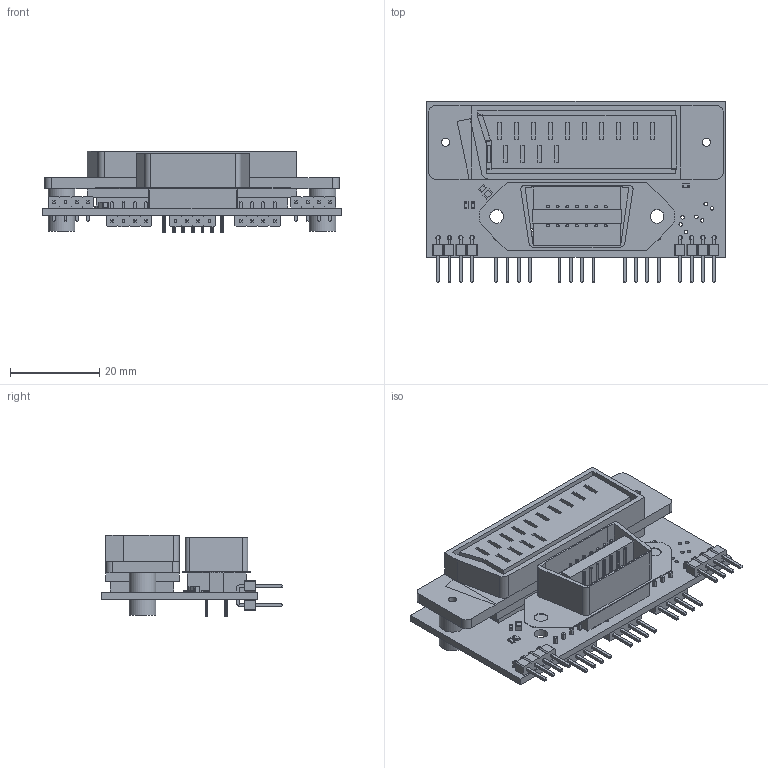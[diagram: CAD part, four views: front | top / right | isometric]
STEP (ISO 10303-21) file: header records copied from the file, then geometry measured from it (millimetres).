
FILE_DESCRIPTION(('FreeCAD Model'),'2;1');
FILE_NAME('Open CASCADE Shape Model','2022-03-19T13:42:04',('Doomn00b'), (''),'Open CASCADE STEP processor 7.5','FreeCAD','Unknown');
FILE_SCHEMA(('AUTOMOTIVE_DESIGN { 1 0 10303 214 1 1 1 1 }'));
Length unit declared in the file: millimetre
Products named in the file (43): ultra-video; Board_Geoms_b2c0; Local_CS_b2c0; Pcb_b2c0; Step_Models_b2c0; Top_b2c0; R12_R_0603_1608Metric_fea975d0d3e0; J1_PinHeader_1x04_P254mm_Horizontal_e9d8d5db6f15; J9_Printer_port_Vertical_9b66603eb921; Box004; Box020; Pins; pin1; pin002; pin003; pin004; pin005; pin006; pin007; pin008; pin010; pin009; pin011; pin012; pin013; pin014; Fillet011; Fillet014; Fillet018; Fillet021; Fillet024; Fillet027; Fillet039; Fillet032; Fillet043; Fillet040; Fillet050; Fillet049; Fillet056; Fillet062 ...
Assembly tree (62 placements, depth 6):
  ultra-video
    Board_Geoms_b2c0
      Local_CS_b2c0
      Pcb_b2c0
    Step_Models_b2c0
      Top_b2c0
        R12_R_0603_1608Metric_fea975d0d3e0  x4
        J1_PinHeader_1x04_P254mm_Horizontal_e9d8d5db6f15  x2
        J9_Printer_port_Vertical_9b66603eb921
          Box004
          Box020
          Pins
            pin1
            pin002
            pin003
            pin004
            pin005
            pin006
            pin007
            pin008
            pin010
            pin009
            pin011
            pin012
            pin013
            pin014
          Fillet011
          pin002
          Fillet014
          pin003
          Fillet018
          pin004
          Fillet021
          pin005
          Fillet024
          pin006
          Fillet027
          pin007
          Fillet039
          pin008
          Fillet032
          pin010
          Fillet043
          pin009
          Fillet040
          pin011
          Fillet050
          pin012
          Fillet049
          pin013
          Fillet056
          pin014
          Fillet062
        J11_TC_scart_vertical_58c3af9e474b
        C100_C_0805_2012Metric_50f9677266a3
      Bot_b2c0
        J1_PinHeader_1x04_P254mm_Horizontal_e9d8d5db6f15  x3
Bounding box: 67 x 40.64 x 18.2 mm (x, y, z)
Volume: 16158.7 mm3; surface area: 17785.2 mm2
Topology: 55 solids, 55 shells, 1391 faces, 3448 edges, 2229 vertices
Faces by surface type: plane 1070, cylinder 321
Full cylindrical faces by diameter (mm): 0.8 x15, 1 x34, 1.3 x21, 1.8 x2, 3.05 x4, 6 x4
Entity records: 24642 total; most frequent: DIRECTION 3890, CARTESIAN_POINT 3835, ORIENTED_EDGE 3672, EDGE_CURVE 1836, LINE 1378, VECTOR 1378, AXIS2_PLACEMENT_3D 1256, VERTEX_POINT 1201
